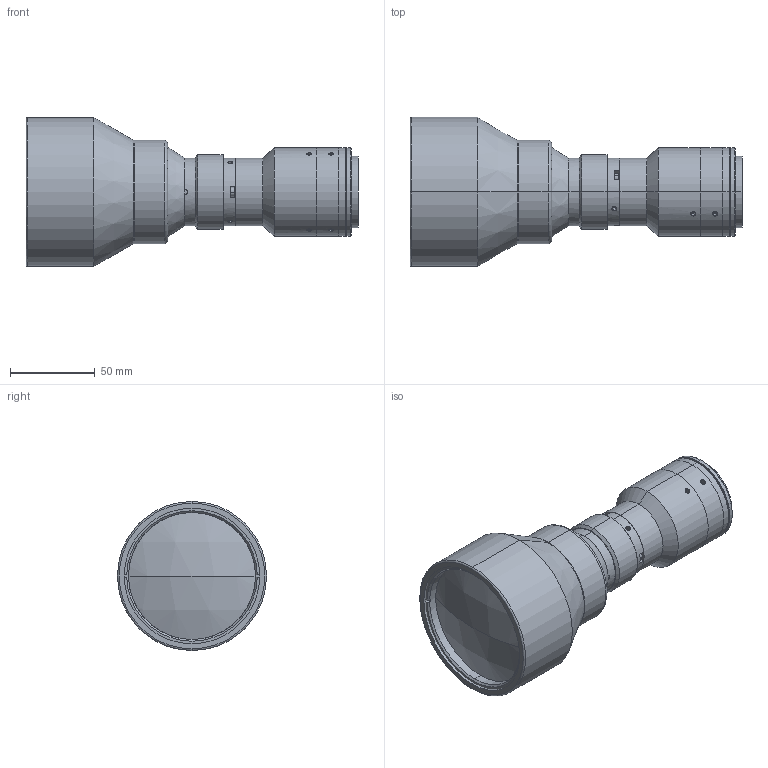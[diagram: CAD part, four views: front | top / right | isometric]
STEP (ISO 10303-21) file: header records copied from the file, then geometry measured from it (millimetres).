
FILE_DESCRIPTION (( 'STEP AP203' ), '1' );
FILE_NAME ('DP33132-A_TCSE5M065-J.step', '2023-08-03T06:56:49', ( '' ), ( '' ), 'SwSTEP 2.0', 'SolidWorks 2021', '' );
FILE_SCHEMA (( 'CONFIG_CONTROL_DESIGN' ));
Length unit declared in the file: millimetre
Products named in the file (1): DP33132-A_TCSE5M065-J
Bounding box: 195.94 x 88 x 88 mm (x, y, z)
Surface area: 63044.5 mm2 (no closed solid volume)
Topology: 0 solids, 29 shells, 207 faces, 578 edges, 396 vertices
Faces by surface type: plane 105, cylinder 55, cone 37, torus 8, sphere 2
Entity records: 7286 total; most frequent: CARTESIAN_POINT 1838, DIRECTION 1180, ORIENTED_EDGE 947, EDGE_CURVE 578, AXIS2_PLACEMENT_3D 430, VERTEX_POINT 396, VECTOR 320, LINE 320
